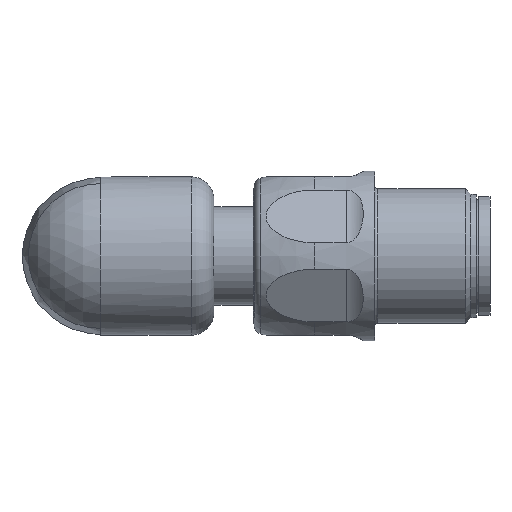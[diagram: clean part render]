
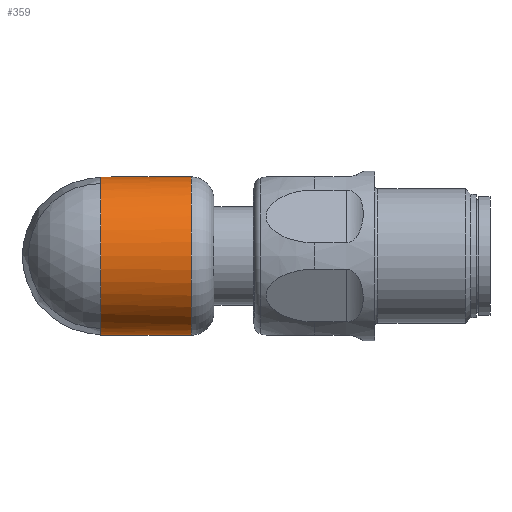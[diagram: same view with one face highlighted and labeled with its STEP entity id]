
A CAD part, front view. The second image highlights one B-rep face of the part: STEP entity #359.
In plain terms, the highlighted cylindrical face has radius 7 mm (diameter 14 mm), a full revolution.
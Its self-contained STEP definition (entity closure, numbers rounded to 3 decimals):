
#63=B_SPLINE_CURVE_WITH_KNOTS('',3,(#2413,#2414,#2415,#2416,#2417,#2418,
#2419,#2420,#2421,#2422,#2423,#2424,#2425,#2426,#2427,#2428,#2429,#2430,
#2431,#2432,#2433,#2434,#2435,#2436,#2437,#2438,#2439,#2440,#2441,#2442,
#2443,#2444,#2445,#2446,#2447,#2448,#2449,#2450),.UNSPECIFIED.,.F.,.F.,
(4,2,2,2,2,2,2,2,2,2,2,2,2,2,2,2,2,2,4),(0.,0.063,0.078,
0.094,0.125,0.188,0.219,
0.234,0.25,0.5,0.625,
0.688,0.719,0.734,0.75,
0.813,0.875,0.938,1.),.UNSPECIFIED.);
#230=CYLINDRICAL_SURFACE('',#1375,7.);
#282=FACE_BOUND('',#543,.T.);
#283=FACE_BOUND('',#544,.T.);
#359=ADVANCED_FACE('',(#282,#283),#230,.T.);
#543=EDGE_LOOP('',(#846));
#544=EDGE_LOOP('',(#847,#848,#849,#850));
#846=ORIENTED_EDGE('',*,*,#1140,.T.);
#847=ORIENTED_EDGE('',*,*,#1141,.F.);
#848=ORIENTED_EDGE('',*,*,#1142,.T.);
#849=ORIENTED_EDGE('',*,*,#1143,.F.);
#850=ORIENTED_EDGE('',*,*,#1144,.T.);
#984=VERTEX_POINT('',#2409);
#985=VERTEX_POINT('',#2411);
#986=VERTEX_POINT('',#2412);
#987=VERTEX_POINT('',#2451);
#988=VERTEX_POINT('',#2453);
#1140=EDGE_CURVE('',#984,#984,#1223,.T.);
#1141=EDGE_CURVE('',#985,#986,#1224,.T.);
#1142=EDGE_CURVE('',#985,#987,#63,.T.);
#1143=EDGE_CURVE('',#988,#987,#1225,.T.);
#1144=EDGE_CURVE('',#988,#986,#1226,.T.);
#1223=CIRCLE('',#1371,7.);
#1224=CIRCLE('',#1372,7.);
#1225=CIRCLE('',#1373,7.);
#1226=CIRCLE('',#1374,7.);
#1371=AXIS2_PLACEMENT_3D('',#2408,#1727,#1728);
#1372=AXIS2_PLACEMENT_3D('',#2410,#1729,#1730);
#1373=AXIS2_PLACEMENT_3D('',#2452,#1731,#1732);
#1374=AXIS2_PLACEMENT_3D('',#2454,#1733,#1734);
#1375=AXIS2_PLACEMENT_3D('',#2455,#1735,#1736);
#1727=DIRECTION('',(-1.,0.,0.));
#1728=DIRECTION('',(0.,0.,-1.));
#1729=DIRECTION('',(-1.,0.,0.));
#1730=DIRECTION('',(0.,0.,-1.));
#1731=DIRECTION('',(-1.,0.,0.));
#1732=DIRECTION('',(0.,0.,-1.));
#1733=DIRECTION('',(1.,0.,0.));
#1734=DIRECTION('',(0.,0.,1.));
#1735=DIRECTION('',(1.,0.,0.));
#1736=DIRECTION('',(0.,0.,-1.));
#2408=CARTESIAN_POINT('',(-5.72,-76.944,-20.68));
#2409=CARTESIAN_POINT('',(-5.72,-76.944,-27.68));
#2410=CARTESIAN_POINT('',(-13.72,-76.944,-20.68));
#2411=CARTESIAN_POINT('',(-13.72,-75.258,-27.474));
#2412=CARTESIAN_POINT('',(-13.72,-79.785,-27.077));
#2413=CARTESIAN_POINT('',(-13.72,-75.258,-27.474));
#2414=CARTESIAN_POINT('',(-13.379,-75.258,-27.474));
#2415=CARTESIAN_POINT('',(-12.916,-75.073,-27.436));
#2416=CARTESIAN_POINT('',(-12.186,-74.627,-27.286));
#2417=CARTESIAN_POINT('',(-12.048,-74.536,-27.253));
#2418=CARTESIAN_POINT('',(-11.855,-74.408,-27.205));
#2419=CARTESIAN_POINT('',(-11.755,-74.34,-27.178));
#2420=CARTESIAN_POINT('',(-11.443,-74.124,-27.089));
#2421=CARTESIAN_POINT('',(-11.202,-73.952,-27.011));
#2422=CARTESIAN_POINT('',(-10.547,-73.479,-26.772));
#2423=CARTESIAN_POINT('',(-10.134,-73.173,-26.588));
#2424=CARTESIAN_POINT('',(-9.549,-72.737,-26.277));
#2425=CARTESIAN_POINT('',(-9.36,-72.595,-26.168));
#2426=CARTESIAN_POINT('',(-9.086,-72.388,-25.995));
#2427=CARTESIAN_POINT('',(-8.996,-72.32,-25.936));
#2428=CARTESIAN_POINT('',(-8.819,-72.186,-25.815));
#2429=CARTESIAN_POINT('',(-8.761,-72.142,-25.775));
#2430=CARTESIAN_POINT('',(-6.797,-70.658,-24.326));
#2431=CARTESIAN_POINT('',(-5.873,-69.944,-22.448));
#2432=CARTESIAN_POINT('',(-5.873,-69.944,-19.794));
#2433=CARTESIAN_POINT('',(-6.104,-70.114,-18.885));
#2434=CARTESIAN_POINT('',(-6.798,-70.644,-17.593));
#2435=CARTESIAN_POINT('',(-7.088,-70.866,-17.175));
#2436=CARTESIAN_POINT('',(-7.608,-71.265,-16.581));
#2437=CARTESIAN_POINT('',(-7.796,-71.409,-16.388));
#2438=CARTESIAN_POINT('',(-8.1,-71.64,-16.11));
#2439=CARTESIAN_POINT('',(-8.204,-71.72,-16.019));
#2440=CARTESIAN_POINT('',(-8.421,-71.885,-15.841));
#2441=CARTESIAN_POINT('',(-8.563,-71.993,-15.731));
#2442=CARTESIAN_POINT('',(-8.991,-72.316,-15.416));
#2443=CARTESIAN_POINT('',(-9.358,-72.593,-15.185));
#2444=CARTESIAN_POINT('',(-10.138,-73.176,-14.77));
#2445=CARTESIAN_POINT('',(-10.521,-73.46,-14.597));
#2446=CARTESIAN_POINT('',(-11.457,-74.136,-14.257));
#2447=CARTESIAN_POINT('',(-11.782,-74.383,-14.155));
#2448=CARTESIAN_POINT('',(-12.932,-75.078,-13.924));
#2449=CARTESIAN_POINT('',(-13.386,-75.258,-13.886));
#2450=CARTESIAN_POINT('',(-13.72,-75.258,-13.886));
#2451=CARTESIAN_POINT('',(-13.72,-75.258,-13.886));
#2452=CARTESIAN_POINT('',(-13.72,-76.944,-20.68));
#2453=CARTESIAN_POINT('',(-13.72,-79.785,-14.283));
#2454=CARTESIAN_POINT('',(-13.72,-76.944,-20.68));
#2455=CARTESIAN_POINT('',(-20.72,-76.944,-20.68));
